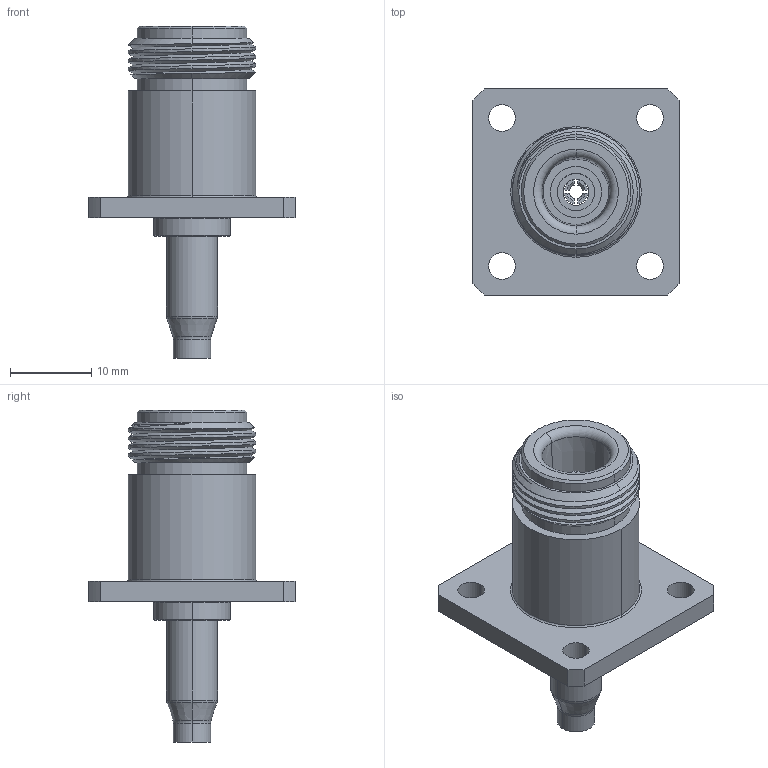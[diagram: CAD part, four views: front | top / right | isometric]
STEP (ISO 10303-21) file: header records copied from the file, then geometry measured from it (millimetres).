
FILE_DESCRIPTION (( 'STEP AP214' ), '1' );
FILE_NAME ('25-278-B3-AD.STEP', '2025-02-27T11:09:32', ( '' ), ( '' ), 'SwSTEP 2.0', 'SolidWorks 2024', '' );
FILE_SCHEMA (( 'AUTOMOTIVE_DESIGN' ));
Length unit declared in the file: millimetre
Products named in the file (1): 25-278-B3-AD
Bounding box: 25.4 x 25.4 x 40.92 mm (x, y, z)
Surface area: 3497.1 mm2 (no closed solid volume)
Topology: 0 solids, 7 shells, 95 faces, 592 edges, 512 vertices
Faces by surface type: cylinder 38, cone 24, plane 21, torus 10, bspline 2
Entity records: 6851 total; most frequent: CARTESIAN_POINT 2786, ORIENTED_EDGE 788, DIRECTION 745, EDGE_CURVE 592, VERTEX_POINT 512, AXIS2_PLACEMENT_3D 332, B_SPLINE_CURVE_WITH_KNOTS 258, CIRCLE 238
